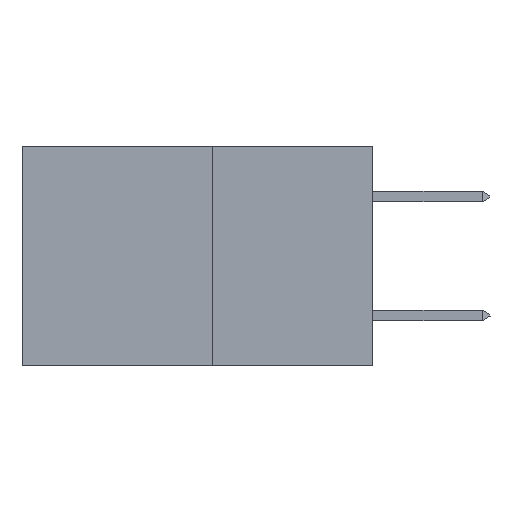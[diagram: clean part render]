
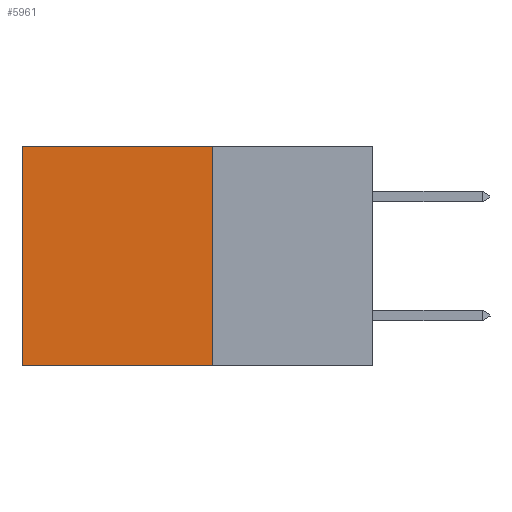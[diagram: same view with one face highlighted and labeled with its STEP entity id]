
A CAD part, left-side view. The second image highlights one B-rep face of the part: STEP entity #5961.
In plain terms, the highlighted planar face has unit normal (-1, 0, 0).
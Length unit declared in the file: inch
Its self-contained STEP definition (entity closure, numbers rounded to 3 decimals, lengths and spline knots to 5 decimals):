
#57 = VECTOR ( 'NONE', #6961, 39.37008 ) ;
#537 = CARTESIAN_POINT ( 'NONE',  ( 0.277, 0.27, 0. ) ) ;
#862 = DIRECTION ( 'NONE',  ( 0., 0., -1. ) ) ;
#1292 = LINE ( 'NONE', #10926, #3007 ) ;
#1362 = ORIENTED_EDGE ( 'NONE', *, *, #3713, .F. ) ;
#1398 = EDGE_CURVE ( 'NONE', #1673, #3081, #5599, .T. ) ;
#1673 = VERTEX_POINT ( 'NONE', #2285 ) ;
#1726 = VERTEX_POINT ( 'NONE', #10190 ) ;
#1808 = DIRECTION ( 'NONE',  ( 1., 0., 0. ) ) ;
#2003 = ORIENTED_EDGE ( 'NONE', *, *, #8693, .T. ) ;
#2064 = FACE_OUTER_BOUND ( 'NONE', #10901, .T. ) ;
#2285 = CARTESIAN_POINT ( 'NONE',  ( 0.277, 0.59, 0. ) ) ;
#2474 = CARTESIAN_POINT ( 'NONE',  ( 0.277, 0.27, -0.37 ) ) ;
#2666 = LINE ( 'NONE', #537, #57 ) ;
#2865 = EDGE_CURVE ( 'NONE', #6122, #3081, #7397, .T. ) ;
#3007 = VECTOR ( 'NONE', #862, 39.37008 ) ;
#3081 = VERTEX_POINT ( 'NONE', #10506 ) ;
#3713 = EDGE_CURVE ( 'NONE', #1726, #6122, #1292, .T. ) ;
#5314 = VECTOR ( 'NONE', #8948, 39.37008 ) ;
#5599 = LINE ( 'NONE', #5722, #5314 ) ;
#5722 = CARTESIAN_POINT ( 'NONE',  ( 0.277, 0.59, -0.37 ) ) ;
#5961 = ADVANCED_FACE ( 'NONE', ( #2064 ), #9413, .F. ) ;
#6107 = ORIENTED_EDGE ( 'NONE', *, *, #1398, .T. ) ;
#6122 = VERTEX_POINT ( 'NONE', #10477 ) ;
#6233 = AXIS2_PLACEMENT_3D ( 'NONE', #11013, #1808, #7923 ) ;
#6961 = DIRECTION ( 'NONE',  ( 0., 1., 0. ) ) ;
#7397 = LINE ( 'NONE', #2474, #10986 ) ;
#7923 = DIRECTION ( 'NONE',  ( 0., 0., -1. ) ) ;
#8228 = DIRECTION ( 'NONE',  ( 0., 1., 0. ) ) ;
#8693 = EDGE_CURVE ( 'NONE', #1726, #1673, #2666, .T. ) ;
#8948 = DIRECTION ( 'NONE',  ( 0., 0., -1. ) ) ;
#9413 = PLANE ( 'NONE',  #6233 ) ;
#9589 = ORIENTED_EDGE ( 'NONE', *, *, #2865, .F. ) ;
#10190 = CARTESIAN_POINT ( 'NONE',  ( 0.277, 0.27, 0. ) ) ;
#10477 = CARTESIAN_POINT ( 'NONE',  ( 0.277, 0.27, -0.37 ) ) ;
#10506 = CARTESIAN_POINT ( 'NONE',  ( 0.277, 0.59, -0.37 ) ) ;
#10901 = EDGE_LOOP ( 'NONE', ( #6107, #9589, #1362, #2003 ) ) ;
#10926 = CARTESIAN_POINT ( 'NONE',  ( 0.277, 0.27, -0.37 ) ) ;
#10986 = VECTOR ( 'NONE', #8228, 39.37008 ) ;
#11013 = CARTESIAN_POINT ( 'NONE',  ( 0.277, 0.27, -0.37 ) ) ;
